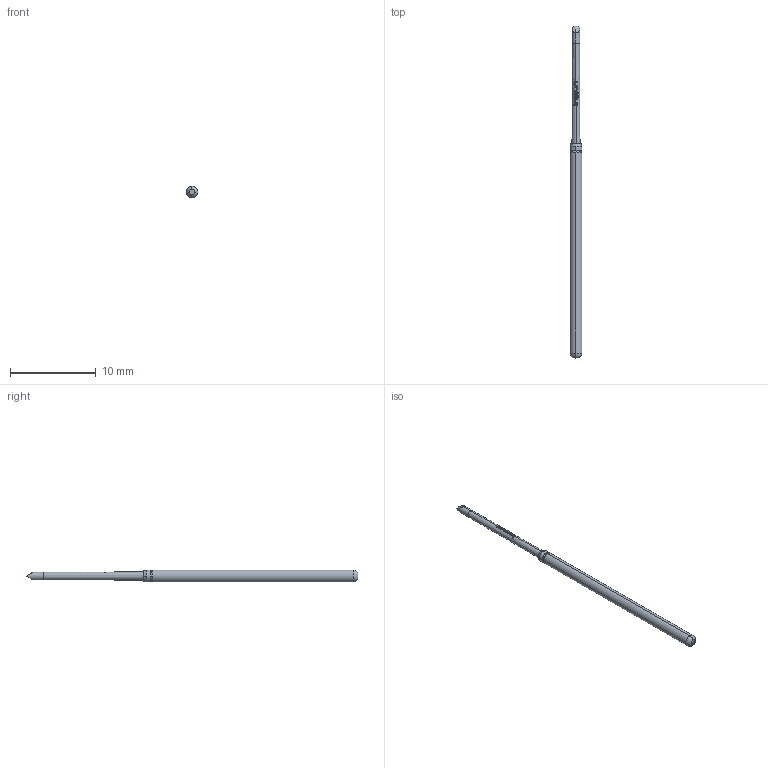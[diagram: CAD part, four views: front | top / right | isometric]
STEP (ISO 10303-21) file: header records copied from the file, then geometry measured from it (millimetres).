
FILE_DESCRIPTION (( 'STEP AP203' ), '1' );
FILE_NAME ('INGUN_GKS-135_238_090_A_xx00.STEP', '2022-01-26T10:45:35', ( 'ochi' ), ( '' ), 'SwSTEP 2.0', 'SolidWorks 2018', '' );
FILE_SCHEMA (( 'CONFIG_CONTROL_DESIGN' ));
Length unit declared in the file: millimetre
Products named in the file (1): INGUN_GKS-135_238_090_A_xx00
Bounding box: 1.37 x 38.7 x 1.37 mm (x, y, z)
Volume: 45.3 mm3; surface area: 148.3 mm2
Topology: 1 solids, 1 shells, 98 faces, 269 edges, 175 vertices
Faces by surface type: bspline 62, cone 12, torus 10, cylinder 8, plane 6
Entity records: 4299 total; most frequent: CARTESIAN_POINT 2304, ORIENTED_EDGE 538, EDGE_CURVE 269, B_SPLINE_CURVE_WITH_KNOTS 204, VERTEX_POINT 175, DIRECTION 173, EDGE_LOOP 100, ADVANCED_FACE 98
